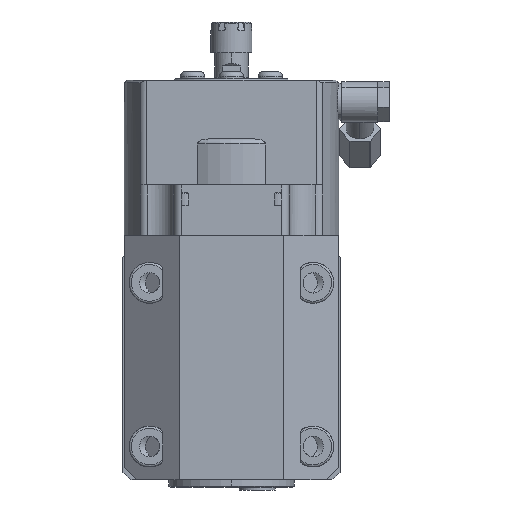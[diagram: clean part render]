
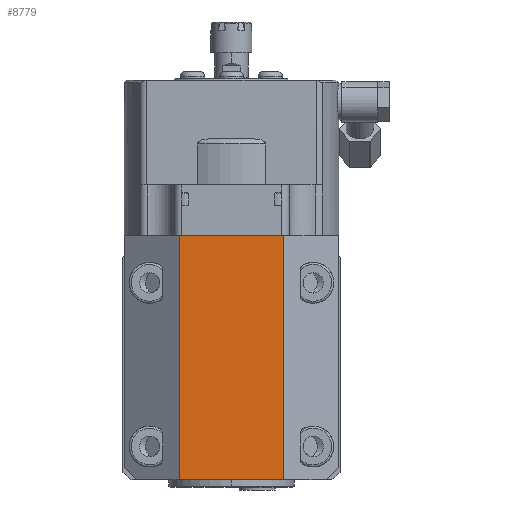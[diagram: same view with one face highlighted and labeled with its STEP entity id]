
A CAD part, left-side view. The second image highlights one B-rep face of the part: STEP entity #8779.
In plain terms, the highlighted planar face has unit normal (-1, 0, 0).
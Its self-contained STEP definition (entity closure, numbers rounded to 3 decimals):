
#1219=DIRECTION('',(0.,0.,1.));
#1220=VECTOR('',#1219,95.55);
#1221=CARTESIAN_POINT('',(-105.,-20.5,-45.));
#1222=LINE('',#1221,#1220);
#1223=DIRECTION('',(0.,1.,0.));
#1224=VECTOR('',#1223,41.);
#1225=CARTESIAN_POINT('',(-105.,-20.5,-45.));
#1226=LINE('',#1225,#1224);
#1227=DIRECTION('',(0.,0.,1.));
#1228=VECTOR('',#1227,95.55);
#1229=CARTESIAN_POINT('',(-105.,20.5,-45.));
#1230=LINE('',#1229,#1228);
#1231=DIRECTION('',(0.,-1.,0.));
#1232=VECTOR('',#1231,41.);
#1233=CARTESIAN_POINT('',(-105.,20.5,50.55));
#1234=LINE('',#1233,#1232);
#6291=CARTESIAN_POINT('',(-105.,-20.5,-45.));
#6292=CARTESIAN_POINT('',(-105.,-20.5,50.55));
#6293=VERTEX_POINT('',#6291);
#6294=VERTEX_POINT('',#6292);
#6295=CARTESIAN_POINT('',(-105.,20.5,-45.));
#6296=CARTESIAN_POINT('',(-105.,20.5,50.55));
#6297=VERTEX_POINT('',#6295);
#6298=VERTEX_POINT('',#6296);
#8767=CARTESIAN_POINT('',(-105.,0.,0.));
#8768=DIRECTION('',(1.,0.,0.));
#8769=DIRECTION('',(0.,1.,0.));
#8770=AXIS2_PLACEMENT_3D('',#8767,#8768,#8769);
#8771=PLANE('',#8770);
#8772=ORIENTED_EDGE('',*,*,#8708,.F.);
#8773=ORIENTED_EDGE('',*,*,#7925,.T.);
#8775=ORIENTED_EDGE('',*,*,#8774,.T.);
#8776=ORIENTED_EDGE('',*,*,#8078,.T.);
#8777=EDGE_LOOP('',(#8772,#8773,#8775,#8776));
#8778=FACE_OUTER_BOUND('',#8777,.F.);
#8779=ADVANCED_FACE('',(#8778),#8771,.F.);
#7925=EDGE_CURVE('',#6293,#6297,#1226,.T.);
#8078=EDGE_CURVE('',#6298,#6294,#1234,.T.);
#8708=EDGE_CURVE('',#6293,#6294,#1222,.T.);
#8774=EDGE_CURVE('',#6297,#6298,#1230,.T.);
